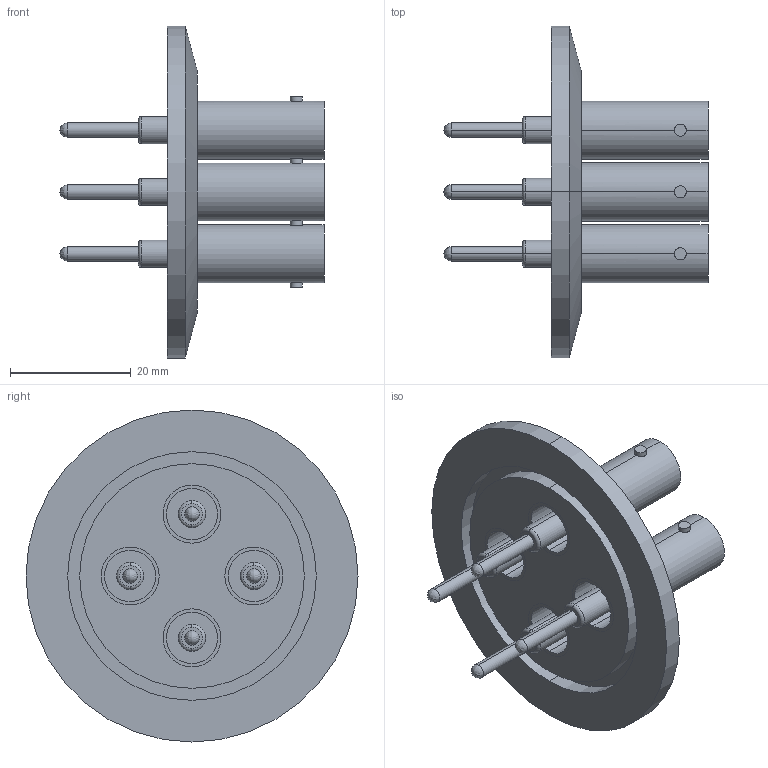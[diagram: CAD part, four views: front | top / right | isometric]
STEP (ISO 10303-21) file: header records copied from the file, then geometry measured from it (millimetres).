
FILE_DESCRIPTION (( 'STEP AP214' ), '1' );
FILE_NAME ('242-BNC50-K40-4.step', '2025-02-18T20:44:43', ( '' ), ( '' ), 'SwSTEP 2.0', 'SolidWorks 2022', '' );
FILE_SCHEMA (( 'AUTOMOTIVE_DESIGN' ));
Length unit declared in the file: millimetre
Products named in the file (3): 242-BNC50-K40-4; 9431-K40-9.6-4_DN40 KF; 242-BNC50-I
Assembly tree (5 placements, depth 2):
  242-BNC50-K40-4
    9431-K40-9.6-4_DN40 KF
    242-BNC50-I  x4
Bounding box: 43.75 x 55 x 55 mm (x, y, z)
Volume: 8642.7 mm3; surface area: 13156.3 mm2
Topology: 1 solids, 9 shells, 164 faces, 350 edges, 214 vertices
Faces by surface type: cylinder 94, plane 44, torus 16, bspline 8, cone 2
Entity records: 1767 total; most frequent: CARTESIAN_POINT 357, DIRECTION 316, ORIENTED_EDGE 234, AXIS2_PLACEMENT_3D 139, EDGE_CURVE 118, VERTEX_POINT 76, CIRCLE 76, EDGE_LOOP 73
